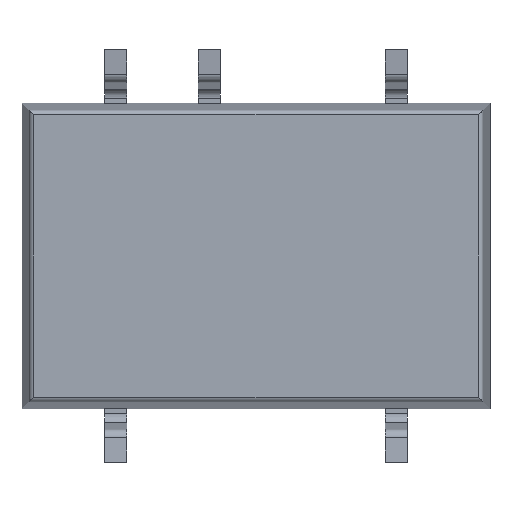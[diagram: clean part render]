
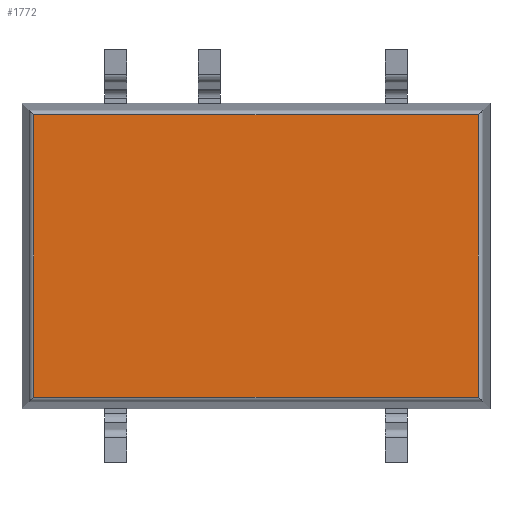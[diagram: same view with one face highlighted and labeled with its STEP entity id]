
A CAD part, front view. The second image highlights one B-rep face of the part: STEP entity #1772.
In plain terms, the highlighted planar face has unit normal (0, -1, 0).
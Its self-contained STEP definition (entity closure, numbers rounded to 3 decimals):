
#83=PLANE('',#1906);
#157=FACE_OUTER_BOUND('',#262,.T.);
#262=EDGE_LOOP('',(#1230,#1231,#1232,#1233));
#375=LINE('',#2610,#573);
#378=LINE('',#2620,#576);
#380=LINE('',#2626,#578);
#382=LINE('',#2630,#580);
#573=VECTOR('',#2070,10.);
#576=VECTOR('',#2079,10.);
#578=VECTOR('',#2085,10.);
#580=VECTOR('',#2091,10.);
#771=VERTEX_POINT('',#2608);
#772=VERTEX_POINT('',#2609);
#776=VERTEX_POINT('',#2619);
#778=VERTEX_POINT('',#2625);
#943=EDGE_CURVE('',#771,#772,#375,.T.);
#948=EDGE_CURVE('',#772,#776,#378,.T.);
#951=EDGE_CURVE('',#776,#778,#380,.T.);
#954=EDGE_CURVE('',#778,#771,#382,.T.);
#1230=ORIENTED_EDGE('',*,*,#943,.F.);
#1231=ORIENTED_EDGE('',*,*,#954,.F.);
#1232=ORIENTED_EDGE('',*,*,#951,.F.);
#1233=ORIENTED_EDGE('',*,*,#948,.F.);
#1772=ADVANCED_FACE('',(#157),#83,.F.);
#1906=AXIS2_PLACEMENT_3D('',#2641,#2101,#2102);
#2070=DIRECTION('',(0.,0.,1.));
#2079=DIRECTION('',(1.,0.,0.));
#2085=DIRECTION('',(0.,0.,-1.));
#2091=DIRECTION('',(-1.,0.,0.));
#2101=DIRECTION('center_axis',(0.,1.,0.));
#2102=DIRECTION('ref_axis',(0.,0.,1.));
#2608=CARTESIAN_POINT('',(-6.031,0.25,-3.831));
#2609=CARTESIAN_POINT('',(-6.031,0.25,3.831));
#2610=CARTESIAN_POINT('',(-6.031,0.25,-2.075));
#2619=CARTESIAN_POINT('',(6.031,0.25,3.831));
#2620=CARTESIAN_POINT('',(-3.175,0.25,3.831));
#2625=CARTESIAN_POINT('',(6.031,0.25,-3.831));
#2626=CARTESIAN_POINT('',(6.031,0.25,2.075));
#2630=CARTESIAN_POINT('',(3.175,0.25,-3.831));
#2641=CARTESIAN_POINT('Origin',(0.,0.25,0.));
